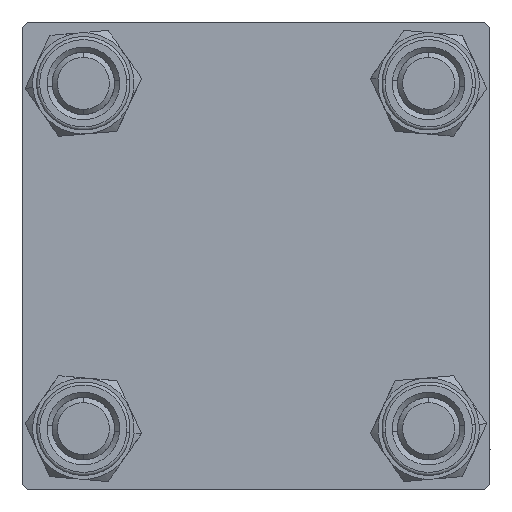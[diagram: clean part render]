
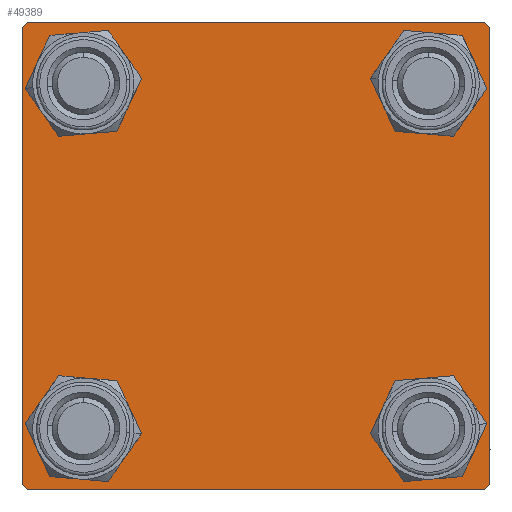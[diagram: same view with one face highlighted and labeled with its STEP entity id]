
A CAD part, left-side view. The second image highlights one B-rep face of the part: STEP entity #49389.
In plain terms, the highlighted planar face has unit normal (-1, 0, 0).
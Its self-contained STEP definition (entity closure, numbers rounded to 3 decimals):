
#556 = VERTEX_POINT ( 'NONE', #20072 ) ;
#922 = VERTEX_POINT ( 'NONE', #27369 ) ;
#1224 = DIRECTION ( 'NONE',  ( 0., 0.707, 0.707 ) ) ;
#2170 = ORIENTED_EDGE ( 'NONE', *, *, #32137, .F. ) ;
#2721 = AXIS2_PLACEMENT_3D ( 'NONE', #33783, #15930, #10490 ) ;
#2847 = LINE ( 'NONE', #20368, #33648 ) ;
#3378 = LINE ( 'NONE', #7408, #36559 ) ;
#3979 = DIRECTION ( 'NONE',  ( 0., -1., 0. ) ) ;
#4116 = CARTESIAN_POINT ( 'NONE',  ( 0., 22., 22.5 ) ) ;
#4354 = ORIENTED_EDGE ( 'NONE', *, *, #40769, .T. ) ;
#4859 = LINE ( 'NONE', #31029, #52329 ) ;
#5062 = AXIS2_PLACEMENT_3D ( 'NONE', #31406, #5207, #18432 ) ;
#5207 = DIRECTION ( 'NONE',  ( 1., 0., 0. ) ) ;
#6540 = FACE_BOUND ( 'NONE', #22113, .T. ) ;
#6614 = CIRCLE ( 'NONE', #38778, 3.5 ) ;
#6814 = DIRECTION ( 'NONE',  ( 1., 0., 0. ) ) ;
#7030 = VECTOR ( 'NONE', #33835, 1000. ) ;
#7165 = EDGE_CURVE ( 'NONE', #48338, #12547, #50764, .T. ) ;
#7210 = DIRECTION ( 'NONE',  ( 1., 0., 0. ) ) ;
#7408 = CARTESIAN_POINT ( 'NONE',  ( 0., 22.5, -22.5 ) ) ;
#7657 = CARTESIAN_POINT ( 'NONE',  ( 0., -22.25, 22.25 ) ) ;
#7685 = VERTEX_POINT ( 'NONE', #34902 ) ;
#9114 = ORIENTED_EDGE ( 'NONE', *, *, #54101, .T. ) ;
#9192 = CARTESIAN_POINT ( 'NONE',  ( 0., 16.6, 16.6 ) ) ;
#9999 = VECTOR ( 'NONE', #15702, 1000. ) ;
#10296 = DIRECTION ( 'NONE',  ( 1., 0., 0. ) ) ;
#10490 = DIRECTION ( 'NONE',  ( 0., 0., 1. ) ) ;
#10640 = AXIS2_PLACEMENT_3D ( 'NONE', #29057, #7210, #24732 ) ;
#11118 = CARTESIAN_POINT ( 'NONE',  ( 0., -16.6, -16.6 ) ) ;
#11516 = EDGE_LOOP ( 'NONE', ( #34332, #40053, #37597, #26243, #12141, #42706, #2170, #33177 ) ) ;
#11575 = ORIENTED_EDGE ( 'NONE', *, *, #30875, .T. ) ;
#11659 = CARTESIAN_POINT ( 'NONE',  ( 0., 22.25, -22.25 ) ) ;
#11813 = ORIENTED_EDGE ( 'NONE', *, *, #52168, .T. ) ;
#12141 = ORIENTED_EDGE ( 'NONE', *, *, #32116, .F. ) ;
#12547 = VERTEX_POINT ( 'NONE', #18575 ) ;
#12804 = VECTOR ( 'NONE', #1224, 1000. ) ;
#14888 = CARTESIAN_POINT ( 'NONE',  ( 0., 16.6, 16.6 ) ) ;
#15145 = EDGE_CURVE ( 'NONE', #7685, #47601, #44980, .T. ) ;
#15433 = DIRECTION ( 'NONE',  ( 1., 0., 0. ) ) ;
#15435 = FACE_OUTER_BOUND ( 'NONE', #11516, .T. ) ;
#15702 = DIRECTION ( 'NONE',  ( 0., -0.707, -0.707 ) ) ;
#15721 = PLANE ( 'NONE',  #17524 ) ;
#15930 = DIRECTION ( 'NONE',  ( 1., 0., 0. ) ) ;
#16180 = EDGE_CURVE ( 'NONE', #21405, #33196, #4859, .T. ) ;
#16363 = DIRECTION ( 'NONE',  ( 0., 0., 1. ) ) ;
#17524 = AXIS2_PLACEMENT_3D ( 'NONE', #20021, #28665, #49949 ) ;
#17610 = AXIS2_PLACEMENT_3D ( 'NONE', #23763, #15433, #49674 ) ;
#18432 = DIRECTION ( 'NONE',  ( 0., 0., 1. ) ) ;
#18489 = CARTESIAN_POINT ( 'NONE',  ( 0., -16.6, -20.1 ) ) ;
#18575 = CARTESIAN_POINT ( 'NONE',  ( 0., 22., -22.5 ) ) ;
#19466 = FACE_BOUND ( 'NONE', #39984, .T. ) ;
#19553 = EDGE_LOOP ( 'NONE', ( #20055, #11813 ) ) ;
#20021 = CARTESIAN_POINT ( 'NONE',  ( 0., 0., 0. ) ) ;
#20055 = ORIENTED_EDGE ( 'NONE', *, *, #27950, .T. ) ;
#20072 = CARTESIAN_POINT ( 'NONE',  ( 0., -22., -22.5 ) ) ;
#20368 = CARTESIAN_POINT ( 'NONE',  ( 0., -22.5, 22.5 ) ) ;
#20656 = VERTEX_POINT ( 'NONE', #55715 ) ;
#20955 = DIRECTION ( 'NONE',  ( 1., 0., 0. ) ) ;
#21245 = CARTESIAN_POINT ( 'NONE',  ( 0., 16.6, -16.6 ) ) ;
#21405 = VERTEX_POINT ( 'NONE', #4116 ) ;
#22113 = EDGE_LOOP ( 'NONE', ( #9114, #37425 ) ) ;
#22578 = CIRCLE ( 'NONE', #10640, 3.5 ) ;
#23096 = CARTESIAN_POINT ( 'NONE',  ( 0., 16.6, 20.1 ) ) ;
#23508 = VECTOR ( 'NONE', #3979, 1000. ) ;
#23532 = EDGE_LOOP ( 'NONE', ( #45006, #27731 ) ) ;
#23763 = CARTESIAN_POINT ( 'NONE',  ( 0., -16.6, 16.6 ) ) ;
#24732 = DIRECTION ( 'NONE',  ( 0., 0., 1. ) ) ;
#24854 = VERTEX_POINT ( 'NONE', #29901 ) ;
#24860 = CARTESIAN_POINT ( 'NONE',  ( 0., -22.5, 22. ) ) ;
#24891 = EDGE_CURVE ( 'NONE', #32471, #32347, #47247, .T. ) ;
#25173 = AXIS2_PLACEMENT_3D ( 'NONE', #9192, #35937, #39959 ) ;
#26243 = ORIENTED_EDGE ( 'NONE', *, *, #31597, .T. ) ;
#26291 = CARTESIAN_POINT ( 'NONE',  ( 0., -22.25, -22.25 ) ) ;
#27369 = CARTESIAN_POINT ( 'NONE',  ( 0., -22.5, -22. ) ) ;
#27634 = VERTEX_POINT ( 'NONE', #24860 ) ;
#27731 = ORIENTED_EDGE ( 'NONE', *, *, #41010, .T. ) ;
#27950 = EDGE_CURVE ( 'NONE', #41519, #56436, #53679, .T. ) ;
#28665 = DIRECTION ( 'NONE',  ( -1., 0., 0. ) ) ;
#29057 = CARTESIAN_POINT ( 'NONE',  ( 0., -16.6, -16.6 ) ) ;
#29513 = LINE ( 'NONE', #7657, #12804 ) ;
#29564 = CIRCLE ( 'NONE', #17610, 3.5 ) ;
#29806 = CARTESIAN_POINT ( 'NONE',  ( 0., -16.6, 20.1 ) ) ;
#29901 = CARTESIAN_POINT ( 'NONE',  ( 0., -16.6, -13.1 ) ) ;
#30875 = EDGE_CURVE ( 'NONE', #54872, #24854, #22578, .T. ) ;
#31029 = CARTESIAN_POINT ( 'NONE',  ( 0., 22.25, 22.25 ) ) ;
#31406 = CARTESIAN_POINT ( 'NONE',  ( 0., -16.6, 16.6 ) ) ;
#31597 = EDGE_CURVE ( 'NONE', #556, #922, #48178, .T. ) ;
#32116 = EDGE_CURVE ( 'NONE', #27634, #922, #2847, .T. ) ;
#32137 = EDGE_CURVE ( 'NONE', #21405, #20656, #43662, .T. ) ;
#32347 = VERTEX_POINT ( 'NONE', #23096 ) ;
#32436 = FACE_BOUND ( 'NONE', #19553, .T. ) ;
#32471 = VERTEX_POINT ( 'NONE', #50841 ) ;
#33177 = ORIENTED_EDGE ( 'NONE', *, *, #16180, .T. ) ;
#33196 = VERTEX_POINT ( 'NONE', #53541 ) ;
#33648 = VECTOR ( 'NONE', #37934, 1000. ) ;
#33783 = CARTESIAN_POINT ( 'NONE',  ( 0., 16.6, -16.6 ) ) ;
#33835 = DIRECTION ( 'NONE',  ( 0., -0.707, 0.707 ) ) ;
#33901 = CIRCLE ( 'NONE', #54893, 3.5 ) ;
#34119 = CARTESIAN_POINT ( 'NONE',  ( 0., 16.6, -20.1 ) ) ;
#34332 = ORIENTED_EDGE ( 'NONE', *, *, #40505, .T. ) ;
#34826 = CARTESIAN_POINT ( 'NONE',  ( 0., 22.5, -22. ) ) ;
#34902 = CARTESIAN_POINT ( 'NONE',  ( 0., 16.6, -13.1 ) ) ;
#35047 = CARTESIAN_POINT ( 'NONE',  ( 0., 22.5, 22.5 ) ) ;
#35505 = EDGE_CURVE ( 'NONE', #12547, #556, #3378, .T. ) ;
#35937 = DIRECTION ( 'NONE',  ( 1., 0., 0. ) ) ;
#36182 = DIRECTION ( 'NONE',  ( 0., 0., -1. ) ) ;
#36559 = VECTOR ( 'NONE', #48153, 1000. ) ;
#37425 = ORIENTED_EDGE ( 'NONE', *, *, #24891, .T. ) ;
#37597 = ORIENTED_EDGE ( 'NONE', *, *, #35505, .T. ) ;
#37934 = DIRECTION ( 'NONE',  ( 0., 0., -1. ) ) ;
#38778 = AXIS2_PLACEMENT_3D ( 'NONE', #14888, #10296, #45952 ) ;
#39645 = LINE ( 'NONE', #53675, #43094 ) ;
#39959 = DIRECTION ( 'NONE',  ( 0., 0., 1. ) ) ;
#39984 = EDGE_LOOP ( 'NONE', ( #4354, #11575 ) ) ;
#40053 = ORIENTED_EDGE ( 'NONE', *, *, #7165, .T. ) ;
#40505 = EDGE_CURVE ( 'NONE', #33196, #48338, #39645, .T. ) ;
#40524 = DIRECTION ( 'NONE',  ( 0., 0.707, -0.707 ) ) ;
#40769 = EDGE_CURVE ( 'NONE', #24854, #54872, #33901, .T. ) ;
#41010 = EDGE_CURVE ( 'NONE', #47601, #7685, #42214, .T. ) ;
#41519 = VERTEX_POINT ( 'NONE', #29806 ) ;
#42214 = CIRCLE ( 'NONE', #2721, 3.5 ) ;
#42706 = ORIENTED_EDGE ( 'NONE', *, *, #45420, .T. ) ;
#43094 = VECTOR ( 'NONE', #36182, 1000. ) ;
#43662 = LINE ( 'NONE', #35047, #23508 ) ;
#44980 = CIRCLE ( 'NONE', #52283, 3.5 ) ;
#45006 = ORIENTED_EDGE ( 'NONE', *, *, #15145, .T. ) ;
#45420 = EDGE_CURVE ( 'NONE', #27634, #20656, #29513, .T. ) ;
#45952 = DIRECTION ( 'NONE',  ( 0., 0., 1. ) ) ;
#46503 = FACE_BOUND ( 'NONE', #23532, .T. ) ;
#47247 = CIRCLE ( 'NONE', #25173, 3.5 ) ;
#47601 = VERTEX_POINT ( 'NONE', #34119 ) ;
#48153 = DIRECTION ( 'NONE',  ( 0., -1., 0. ) ) ;
#48178 = LINE ( 'NONE', #26291, #7030 ) ;
#48338 = VERTEX_POINT ( 'NONE', #34826 ) ;
#49389 = ADVANCED_FACE ( 'NONE', ( #32436, #19466, #46503, #6540, #15435 ), #15721, .T. ) ;
#49674 = DIRECTION ( 'NONE',  ( 0., 0., 1. ) ) ;
#49905 = CARTESIAN_POINT ( 'NONE',  ( 0., -16.6, 13.1 ) ) ;
#49949 = DIRECTION ( 'NONE',  ( 0., 0., 1. ) ) ;
#50764 = LINE ( 'NONE', #11659, #9999 ) ;
#50841 = CARTESIAN_POINT ( 'NONE',  ( 0., 16.6, 13.1 ) ) ;
#52168 = EDGE_CURVE ( 'NONE', #56436, #41519, #29564, .T. ) ;
#52283 = AXIS2_PLACEMENT_3D ( 'NONE', #21245, #20955, #16363 ) ;
#52329 = VECTOR ( 'NONE', #40524, 1000. ) ;
#53541 = CARTESIAN_POINT ( 'NONE',  ( 0., 22.5, 22. ) ) ;
#53675 = CARTESIAN_POINT ( 'NONE',  ( 0., 22.5, 22.5 ) ) ;
#53679 = CIRCLE ( 'NONE', #5062, 3.5 ) ;
#54101 = EDGE_CURVE ( 'NONE', #32347, #32471, #6614, .T. ) ;
#54809 = DIRECTION ( 'NONE',  ( 0., 0., 1. ) ) ;
#54872 = VERTEX_POINT ( 'NONE', #18489 ) ;
#54893 = AXIS2_PLACEMENT_3D ( 'NONE', #11118, #6814, #54809 ) ;
#55715 = CARTESIAN_POINT ( 'NONE',  ( 0., -22., 22.5 ) ) ;
#56436 = VERTEX_POINT ( 'NONE', #49905 ) ;
